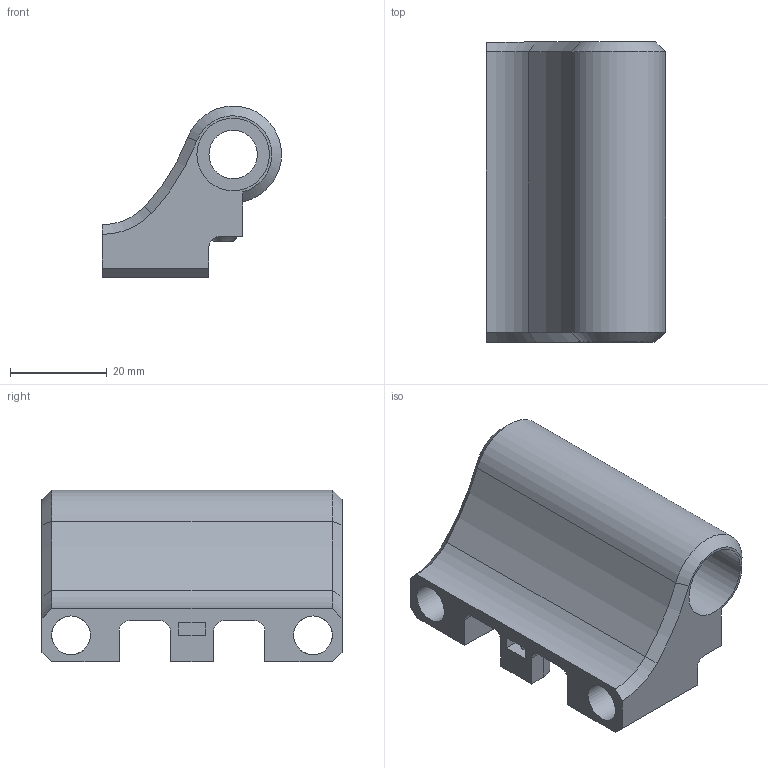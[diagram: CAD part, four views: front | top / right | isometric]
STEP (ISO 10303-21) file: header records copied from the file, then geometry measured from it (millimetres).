
FILE_DESCRIPTION(('FreeCAD Model'),'2;1');
FILE_NAME('LYcarriage.step','2016-04-18T16:40:20',('Author'), (''),'Open CASCADE STEP processor 6.8','FreeCAD','Unknown');
FILE_SCHEMA(('AUTOMOTIVE_DESIGN_CC2 { 1 2 10303 214 -1 1 5 4 }'));
Length unit declared in the file: millimetre
Products named in the file (2): ASSEMBLY; LYcarriage
Assembly tree (1 placements, depth 2):
  ASSEMBLY
    LYcarriage
Bounding box: 37 x 62 x 35.5 mm (x, y, z)
Volume: 26417.6 mm3; surface area: 13102.7 mm2
Topology: 1 solids, 1 shells, 91 faces, 244 edges, 165 vertices
Faces by surface type: plane 44, cylinder 33, cone 8, torus 6
Full cylindrical faces by diameter (mm): 3 x8, 6 x2, 8 x2, 10 x1, 15 x2
Entity records: 8257 total; most frequent: CARTESIAN_POINT 3431, DIRECTION 872, ORIENTED_EDGE 488, PCURVE 488, DEFINITIONAL_REPRESENTATION 488, LINE 474, VECTOR 474, EDGE_CURVE 244
